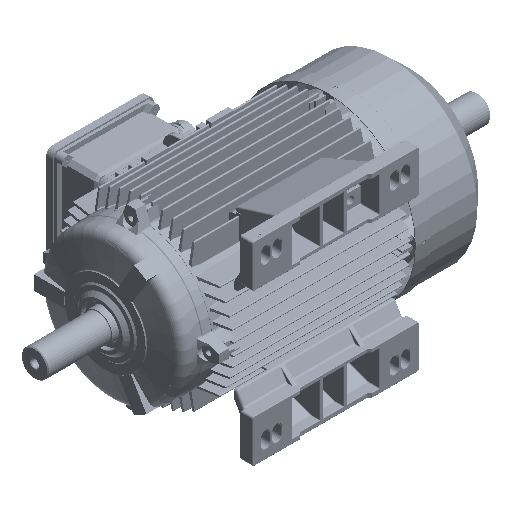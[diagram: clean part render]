
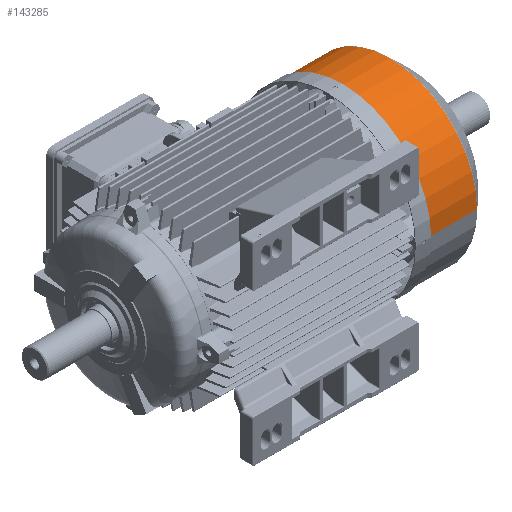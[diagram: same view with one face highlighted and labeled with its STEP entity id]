
A CAD part, isometric view. The second image highlights one B-rep face of the part: STEP entity #143285.
In plain terms, the highlighted cylindrical face has radius 194.5 mm (diameter 389 mm), a partial arc.
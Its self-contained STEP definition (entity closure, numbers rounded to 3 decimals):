
#6485 = EDGE_CURVE ( 'NONE', #262296, #83626, #217466, .T. ) ;
#6514 = VECTOR ( 'NONE', #27875, 1000. ) ;
#20118 = CYLINDRICAL_SURFACE ( 'NONE', #252693, 194.5 ) ;
#26521 = CARTESIAN_POINT ( 'NONE',  ( 0., 0., 194.5 ) ) ;
#27875 = DIRECTION ( 'NONE',  ( -1., 0., 0. ) ) ;
#32080 = DIRECTION ( 'NONE',  ( 1., 0., 0. ) ) ;
#39689 = ORIENTED_EDGE ( 'NONE', *, *, #94548, .T. ) ;
#51073 = LINE ( 'NONE', #26521, #6514 ) ;
#61822 = ORIENTED_EDGE ( 'NONE', *, *, #186299, .T. ) ;
#62502 = CARTESIAN_POINT ( 'NONE',  ( 0., 0., 0. ) ) ;
#69678 = DIRECTION ( 'NONE',  ( -1., 0., 0. ) ) ;
#77545 = AXIS2_PLACEMENT_3D ( 'NONE', #172269, #113395, #196887 ) ;
#80377 = EDGE_LOOP ( 'NONE', ( #196012, #61822, #39689, #92366 ) ) ;
#83483 = CARTESIAN_POINT ( 'NONE',  ( 35.8, 0., 0. ) ) ;
#83626 = VERTEX_POINT ( 'NONE', #89916 ) ;
#89916 = CARTESIAN_POINT ( 'NONE',  ( 35.8, 0., -194.5 ) ) ;
#92366 = ORIENTED_EDGE ( 'NONE', *, *, #154892, .T. ) ;
#94548 = EDGE_CURVE ( 'NONE', #195613, #220001, #51073, .T. ) ;
#113395 = DIRECTION ( 'NONE',  ( -1., 0., 0. ) ) ;
#129664 = AXIS2_PLACEMENT_3D ( 'NONE', #83483, #32080, #264602 ) ;
#143285 = ADVANCED_FACE ( 'NONE', ( #144651 ), #20118, .T. ) ;
#144651 = FACE_OUTER_BOUND ( 'NONE', #80377, .T. ) ;
#148692 = DIRECTION ( 'NONE',  ( -1., 0., 0. ) ) ;
#154892 = EDGE_CURVE ( 'NONE', #220001, #83626, #225820, .T. ) ;
#168057 = CARTESIAN_POINT ( 'NONE',  ( 35.8, 0., 194.5 ) ) ;
#170502 = VECTOR ( 'NONE', #69678, 1000. ) ;
#172269 = CARTESIAN_POINT ( 'NONE',  ( 139.191, 0., 0. ) ) ;
#186299 = EDGE_CURVE ( 'NONE', #262296, #195613, #204339, .T. ) ;
#189046 = CARTESIAN_POINT ( 'NONE',  ( 139.191, 0., 194.5 ) ) ;
#195613 = VERTEX_POINT ( 'NONE', #189046 ) ;
#196012 = ORIENTED_EDGE ( 'NONE', *, *, #6485, .F. ) ;
#196887 = DIRECTION ( 'NONE',  ( 0., 0., -1. ) ) ;
#204339 = CIRCLE ( 'NONE', #77545, 194.5 ) ;
#217466 = LINE ( 'NONE', #220172, #170502 ) ;
#220001 = VERTEX_POINT ( 'NONE', #168057 ) ;
#220172 = CARTESIAN_POINT ( 'NONE',  ( 0., 0., -194.5 ) ) ;
#225820 = CIRCLE ( 'NONE', #129664, 194.5 ) ;
#228144 = DIRECTION ( 'NONE',  ( 0., 0., 1. ) ) ;
#247547 = CARTESIAN_POINT ( 'NONE',  ( 139.191, 0., -194.5 ) ) ;
#252693 = AXIS2_PLACEMENT_3D ( 'NONE', #62502, #148692, #228144 ) ;
#262296 = VERTEX_POINT ( 'NONE', #247547 ) ;
#264602 = DIRECTION ( 'NONE',  ( 0., 0., 1. ) ) ;
